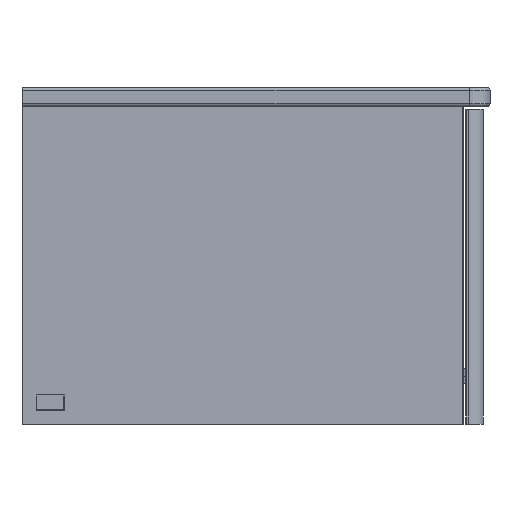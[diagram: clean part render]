
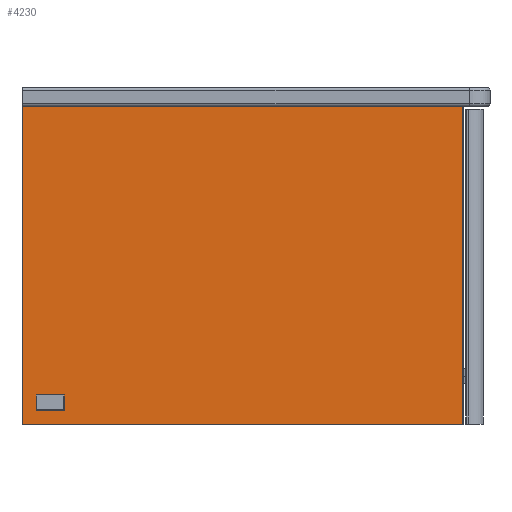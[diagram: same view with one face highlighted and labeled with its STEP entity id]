
A CAD part, left-side view. The second image highlights one B-rep face of the part: STEP entity #4230.
In plain terms, the highlighted planar face has unit normal (-1, 0, 0).
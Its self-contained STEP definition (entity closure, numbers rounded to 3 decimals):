
#4079=CARTESIAN_POINT('',(19847.764,-2219.519,170.0));
#4080=VERTEX_POINT('',#4079);
#4087=CARTESIAN_POINT('',(19847.764,-2219.519,-170.0));
#4088=VERTEX_POINT('',#4087);
#4089=CARTESIAN_POINT('',(19847.764,-2219.519,170.0));
#4090=DIRECTION('',(0.0,0.0,-1.0));
#4091=VECTOR('',#4090,340.0);
#4092=LINE('',#4089,#4091);
#4093=EDGE_CURVE('',#4080,#4088,#4092,.T.);
#4149=CARTESIAN_POINT('',(19847.764,-1748.519,-170.0));
#4150=VERTEX_POINT('',#4149);
#4151=CARTESIAN_POINT('',(19847.764,-1748.519,-170.0));
#4152=DIRECTION('',(0.0,-1.0,0.0));
#4153=VECTOR('',#4152,471.);
#4154=LINE('',#4151,#4153);
#4155=EDGE_CURVE('',#4150,#4088,#4154,.T.);
#4207=CARTESIAN_POINT('',(19847.764,-1984.019,-170.001));
#4208=DIRECTION('',(-1.0,0.0,0.0));
#4209=DIRECTION('',(0.0,0.0,1.0));
#4210=AXIS2_PLACEMENT_3D('',#4207,#4208,#4209);
#4211=PLANE('',#4210);
#4212=ORIENTED_EDGE('',*,*,#4093,.F.);
#4213=CARTESIAN_POINT('',(19847.764,-1748.519,170.0));
#4214=VERTEX_POINT('',#4213);
#4215=CARTESIAN_POINT('',(19847.764,-1748.519,170.0));
#4216=DIRECTION('',(0.0,-1.0,0.0));
#4217=VECTOR('',#4216,471.);
#4218=LINE('',#4215,#4217);
#4219=EDGE_CURVE('',#4214,#4080,#4218,.T.);
#4220=ORIENTED_EDGE('',*,*,#4219,.F.);
#4221=CARTESIAN_POINT('',(19847.764,-1748.519,-170.0));
#4222=DIRECTION('',(0.0,0.0,1.0));
#4223=VECTOR('',#4222,340.0);
#4224=LINE('',#4221,#4223);
#4225=EDGE_CURVE('',#4150,#4214,#4224,.T.);
#4226=ORIENTED_EDGE('',*,*,#4225,.F.);
#4227=ORIENTED_EDGE('',*,*,#4155,.T.);
#4228=EDGE_LOOP('',(#4212,#4220,#4226,#4227));
#4229=FACE_OUTER_BOUND('',#4228,.T.);
#4230=ADVANCED_FACE('',(#4229),#4211,.T.);
